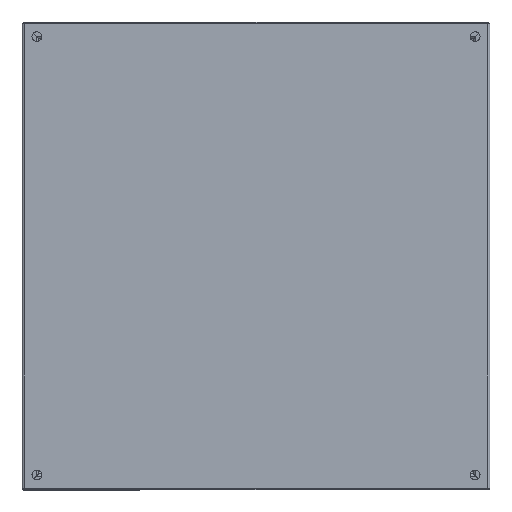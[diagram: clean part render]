
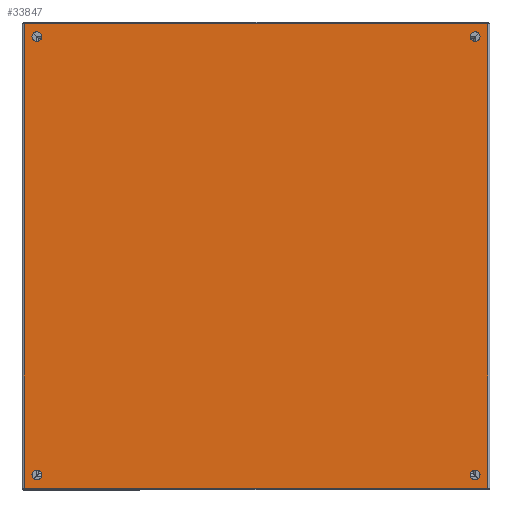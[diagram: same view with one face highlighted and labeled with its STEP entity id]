
A CAD part, top view. The second image highlights one B-rep face of the part: STEP entity #33847.
In plain terms, the highlighted face is planar.
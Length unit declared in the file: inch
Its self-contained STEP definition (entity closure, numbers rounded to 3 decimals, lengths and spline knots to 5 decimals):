
#20 = PLANE ( 'NONE',  #12173 ) ;
#22 = DIRECTION ( 'NONE',  ( 1., 0., 0. ) ) ;
#287 = CARTESIAN_POINT ( 'NONE',  ( 0., 0.75, 11. ) ) ;
#310 = EDGE_LOOP ( 'NONE', ( #32647, #12392 ) ) ;
#726 = DIRECTION ( 'NONE',  ( 0., 0., 1. ) ) ;
#989 = EDGE_CURVE ( 'NONE', #18340, #7854, #26945, .T. ) ;
#1174 = ORIENTED_EDGE ( 'NONE', *, *, #11593, .T. ) ;
#1227 = DIRECTION ( 'NONE',  ( 0., 0., 1. ) ) ;
#1352 = DIRECTION ( 'NONE',  ( 1., 0., 0. ) ) ;
#3051 = VERTEX_POINT ( 'NONE', #19960 ) ;
#3062 = AXIS2_PLACEMENT_3D ( 'NONE', #9663, #21507, #33352 ) ;
#3793 = EDGE_LOOP ( 'NONE', ( #20974, #33868 ) ) ;
#4162 = CARTESIAN_POINT ( 'NONE',  ( 0., 0.108, 11.928 ) ) ;
#4675 = CARTESIAN_POINT ( 'NONE',  ( 0., 23.25, -11.25 ) ) ;
#4730 = DIRECTION ( 'NONE',  ( 1., 0., 0. ) ) ;
#5545 = DIRECTION ( 'NONE',  ( 1., 0., 0. ) ) ;
#6054 = CARTESIAN_POINT ( 'NONE',  ( 0., 23.928, 11.928 ) ) ;
#6246 = FACE_BOUND ( 'NONE', #34527, .T. ) ;
#6286 = ORIENTED_EDGE ( 'NONE', *, *, #12125, .T. ) ;
#7642 = CARTESIAN_POINT ( 'NONE',  ( 0., 23.892, 11.928 ) ) ;
#7718 = CARTESIAN_POINT ( 'NONE',  ( 0., 23.25, 11.25 ) ) ;
#7854 = VERTEX_POINT ( 'NONE', #19761 ) ;
#7913 = AXIS2_PLACEMENT_3D ( 'NONE', #10770, #4730, #31917 ) ;
#7951 = EDGE_CURVE ( 'NONE', #18340, #25056, #14902, .T. ) ;
#9179 = CIRCLE ( 'NONE', #30257, 0.25 ) ;
#9257 = VECTOR ( 'NONE', #14883, 39.37008 ) ;
#9268 = VECTOR ( 'NONE', #28268, 39.37008 ) ;
#9307 = ORIENTED_EDGE ( 'NONE', *, *, #36080, .F. ) ;
#9663 = CARTESIAN_POINT ( 'NONE',  ( 0., 23.25, -11.25 ) ) ;
#10536 = VERTEX_POINT ( 'NONE', #38302 ) ;
#10642 = EDGE_CURVE ( 'NONE', #35231, #3051, #12594, .T. ) ;
#10770 = CARTESIAN_POINT ( 'NONE',  ( 0., 0.75, -11.25 ) ) ;
#10963 = DIRECTION ( 'NONE',  ( 0., 0., 1. ) ) ;
#11593 = EDGE_CURVE ( 'NONE', #29007, #31370, #35775, .T. ) ;
#11898 = DIRECTION ( 'NONE',  ( 0., 0., 1. ) ) ;
#12125 = EDGE_CURVE ( 'NONE', #31370, #29007, #9179, .T. ) ;
#12173 = AXIS2_PLACEMENT_3D ( 'NONE', #6054, #29757, #23555 ) ;
#12282 = FACE_BOUND ( 'NONE', #310, .T. ) ;
#12392 = ORIENTED_EDGE ( 'NONE', *, *, #31383, .T. ) ;
#12504 = ORIENTED_EDGE ( 'NONE', *, *, #29356, .T. ) ;
#12547 = DIRECTION ( 'NONE',  ( 0., 1., 0. ) ) ;
#12594 = CIRCLE ( 'NONE', #20028, 0.25 ) ;
#13001 = ORIENTED_EDGE ( 'NONE', *, *, #22961, .T. ) ;
#13430 = VERTEX_POINT ( 'NONE', #13453 ) ;
#13453 = CARTESIAN_POINT ( 'NONE',  ( 0., 23.25, -11. ) ) ;
#14311 = VECTOR ( 'NONE', #19694, 39.37008 ) ;
#14361 = EDGE_CURVE ( 'NONE', #32638, #10536, #28818, .T. ) ;
#14883 = DIRECTION ( 'NONE',  ( 0., 0., -1. ) ) ;
#14902 = LINE ( 'NONE', #32935, #27758 ) ;
#14945 = ORIENTED_EDGE ( 'NONE', *, *, #989, .F. ) ;
#15052 = CIRCLE ( 'NONE', #36706, 0.25 ) ;
#16270 = CARTESIAN_POINT ( 'NONE',  ( 0., 0.75, -11.5 ) ) ;
#16347 = EDGE_CURVE ( 'NONE', #13430, #18371, #35136, .T. ) ;
#16615 = CARTESIAN_POINT ( 'NONE',  ( 0., 0.75, 11.25 ) ) ;
#16980 = LINE ( 'NONE', #19492, #9268 ) ;
#17097 = CARTESIAN_POINT ( 'NONE',  ( 0., 23.892, -11.928 ) ) ;
#17182 = LINE ( 'NONE', #34833, #14311 ) ;
#17587 = AXIS2_PLACEMENT_3D ( 'NONE', #36217, #30209, #1227 ) ;
#17623 = DIRECTION ( 'NONE',  ( 0., 0., 1. ) ) ;
#18245 = AXIS2_PLACEMENT_3D ( 'NONE', #16615, #34059, #10963 ) ;
#18340 = VERTEX_POINT ( 'NONE', #4162 ) ;
#18371 = VERTEX_POINT ( 'NONE', #23696 ) ;
#19492 = CARTESIAN_POINT ( 'NONE',  ( 0., 23.892, 11.928 ) ) ;
#19694 = DIRECTION ( 'NONE',  ( 0., -1., 0. ) ) ;
#19761 = CARTESIAN_POINT ( 'NONE',  ( 0., 0.108, -11.928 ) ) ;
#19960 = CARTESIAN_POINT ( 'NONE',  ( 0., 23.25, 11. ) ) ;
#20028 = AXIS2_PLACEMENT_3D ( 'NONE', #7718, #22, #11898 ) ;
#20958 = CARTESIAN_POINT ( 'NONE',  ( 0., 0.75, 11.25 ) ) ;
#20974 = ORIENTED_EDGE ( 'NONE', *, *, #26213, .T. ) ;
#21507 = DIRECTION ( 'NONE',  ( 1., 0., 0. ) ) ;
#22961 = EDGE_CURVE ( 'NONE', #18371, #13430, #26604, .T. ) ;
#23555 = DIRECTION ( 'NONE',  ( 0., 0., 1. ) ) ;
#23696 = CARTESIAN_POINT ( 'NONE',  ( 0., 23.25, -11.5 ) ) ;
#23939 = CARTESIAN_POINT ( 'NONE',  ( 0., 23.25, 11.5 ) ) ;
#23969 = EDGE_LOOP ( 'NONE', ( #25750, #13001 ) ) ;
#24123 = AXIS2_PLACEMENT_3D ( 'NONE', #4675, #1352, #37091 ) ;
#25056 = VERTEX_POINT ( 'NONE', #7642 ) ;
#25750 = ORIENTED_EDGE ( 'NONE', *, *, #16347, .T. ) ;
#26213 = EDGE_CURVE ( 'NONE', #10536, #32638, #15052, .T. ) ;
#26316 = FACE_BOUND ( 'NONE', #23969, .T. ) ;
#26604 = CIRCLE ( 'NONE', #24123, 0.25 ) ;
#26824 = DIRECTION ( 'NONE',  ( 1., 0., 0. ) ) ;
#26945 = LINE ( 'NONE', #32921, #9257 ) ;
#26964 = CARTESIAN_POINT ( 'NONE',  ( 0., 0.75, -11. ) ) ;
#27758 = VECTOR ( 'NONE', #12547, 39.37008 ) ;
#28268 = DIRECTION ( 'NONE',  ( 0., 0., 1. ) ) ;
#28818 = CIRCLE ( 'NONE', #18245, 0.25 ) ;
#29007 = VERTEX_POINT ( 'NONE', #16270 ) ;
#29356 = EDGE_CURVE ( 'NONE', #37361, #7854, #17182, .T. ) ;
#29757 = DIRECTION ( 'NONE',  ( 1., 0., 0. ) ) ;
#30209 = DIRECTION ( 'NONE',  ( 1., 0., 0. ) ) ;
#30257 = AXIS2_PLACEMENT_3D ( 'NONE', #35082, #5545, #17623 ) ;
#30850 = EDGE_LOOP ( 'NONE', ( #9307, #12504, #14945, #31412 ) ) ;
#31370 = VERTEX_POINT ( 'NONE', #26964 ) ;
#31383 = EDGE_CURVE ( 'NONE', #3051, #35231, #34301, .T. ) ;
#31412 = ORIENTED_EDGE ( 'NONE', *, *, #7951, .T. ) ;
#31917 = DIRECTION ( 'NONE',  ( 0., 0., 1. ) ) ;
#32638 = VERTEX_POINT ( 'NONE', #287 ) ;
#32647 = ORIENTED_EDGE ( 'NONE', *, *, #10642, .T. ) ;
#32921 = CARTESIAN_POINT ( 'NONE',  ( 0., 0.108, -11.928 ) ) ;
#32935 = CARTESIAN_POINT ( 'NONE',  ( 0., 23.928, 11.928 ) ) ;
#33352 = DIRECTION ( 'NONE',  ( 0., 0., 1. ) ) ;
#33847 = ADVANCED_FACE ( 'NONE', ( #38300, #35949, #6246, #12282, #26316 ), #20, .F. ) ;
#33868 = ORIENTED_EDGE ( 'NONE', *, *, #14361, .T. ) ;
#34059 = DIRECTION ( 'NONE',  ( 1., 0., 0. ) ) ;
#34301 = CIRCLE ( 'NONE', #17587, 0.25 ) ;
#34527 = EDGE_LOOP ( 'NONE', ( #6286, #1174 ) ) ;
#34833 = CARTESIAN_POINT ( 'NONE',  ( 0., 0.072, -11.928 ) ) ;
#35082 = CARTESIAN_POINT ( 'NONE',  ( 0., 0.75, -11.25 ) ) ;
#35136 = CIRCLE ( 'NONE', #3062, 0.25 ) ;
#35231 = VERTEX_POINT ( 'NONE', #23939 ) ;
#35775 = CIRCLE ( 'NONE', #7913, 0.25 ) ;
#35949 = FACE_BOUND ( 'NONE', #3793, .T. ) ;
#36080 = EDGE_CURVE ( 'NONE', #37361, #25056, #16980, .T. ) ;
#36217 = CARTESIAN_POINT ( 'NONE',  ( 0., 23.25, 11.25 ) ) ;
#36706 = AXIS2_PLACEMENT_3D ( 'NONE', #20958, #26824, #726 ) ;
#37091 = DIRECTION ( 'NONE',  ( 0., 0., 1. ) ) ;
#37361 = VERTEX_POINT ( 'NONE', #17097 ) ;
#38300 = FACE_OUTER_BOUND ( 'NONE', #30850, .T. ) ;
#38302 = CARTESIAN_POINT ( 'NONE',  ( 0., 0.75, 11.5 ) ) ;
